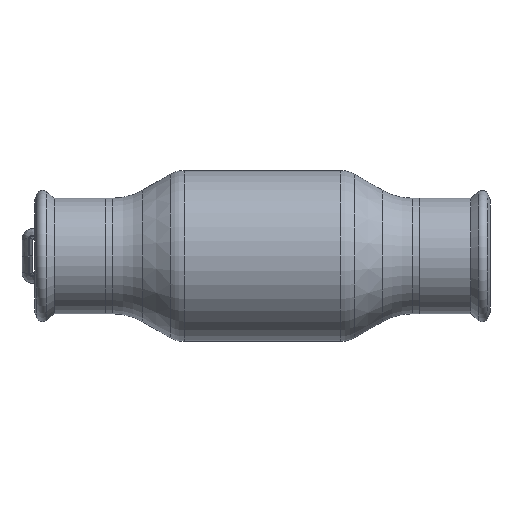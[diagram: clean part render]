
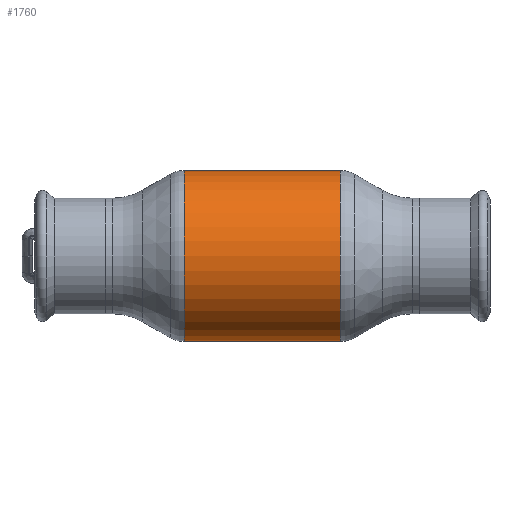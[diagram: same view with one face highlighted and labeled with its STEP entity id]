
A CAD part, front view. The second image highlights one B-rep face of the part: STEP entity #1760.
In plain terms, the highlighted cylindrical face has radius 42.5 mm (diameter 85 mm), a partial arc.
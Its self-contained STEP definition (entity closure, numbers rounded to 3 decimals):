
#396 = CARTESIAN_POINT ( 'NONE',  ( 38.749, 0., 0. ) ) ;
#591 = EDGE_CURVE ( 'NONE', #24254, #1331, #60272, .T. ) ;
#983 = EDGE_CURVE ( 'NONE', #3880, #30169, #14598, .T. ) ;
#1331 = VERTEX_POINT ( 'NONE', #31390 ) ;
#1760 = ADVANCED_FACE ( 'NONE', ( #12205 ), #22738, .T. ) ;
#3880 = VERTEX_POINT ( 'NONE', #35194 ) ;
#7994 = CARTESIAN_POINT ( 'NONE',  ( -62.69, 0., 42.5 ) ) ;
#8269 = CARTESIAN_POINT ( 'NONE',  ( -38.749, 0., 42.5 ) ) ;
#9824 = ORIENTED_EDGE ( 'NONE', *, *, #983, .T. ) ;
#12205 = FACE_OUTER_BOUND ( 'NONE', #42980, .T. ) ;
#13064 = CARTESIAN_POINT ( 'NONE',  ( -62.69, 0., -42.5 ) ) ;
#14598 = LINE ( 'NONE', #7994, #27299 ) ;
#17285 = ORIENTED_EDGE ( 'NONE', *, *, #31947, .F. ) ;
#22738 = CYLINDRICAL_SURFACE ( 'NONE', #49298, 42.5 ) ;
#24254 = VERTEX_POINT ( 'NONE', #56199 ) ;
#27050 = DIRECTION ( 'NONE',  ( -1., 0., 0. ) ) ;
#27299 = VECTOR ( 'NONE', #27050, 1000. ) ;
#28342 = CARTESIAN_POINT ( 'NONE',  ( -38.749, 0., 0. ) ) ;
#28735 = DIRECTION ( 'NONE',  ( -1., 0., 0. ) ) ;
#29589 = DIRECTION ( 'NONE',  ( 0., 0., 1. ) ) ;
#30169 = VERTEX_POINT ( 'NONE', #8269 ) ;
#31390 = CARTESIAN_POINT ( 'NONE',  ( -38.749, 0., -42.5 ) ) ;
#31947 = EDGE_CURVE ( 'NONE', #1331, #30169, #60261, .T. ) ;
#34220 = DIRECTION ( 'NONE',  ( -1., 0., 0. ) ) ;
#34875 = VECTOR ( 'NONE', #41081, 1000. ) ;
#35194 = CARTESIAN_POINT ( 'NONE',  ( 38.749, 0., 42.5 ) ) ;
#41081 = DIRECTION ( 'NONE',  ( -1., 0., 0. ) ) ;
#42677 = EDGE_CURVE ( 'NONE', #24254, #3880, #44201, .T. ) ;
#42980 = EDGE_LOOP ( 'NONE', ( #57883, #57389, #9824, #17285 ) ) ;
#44201 = CIRCLE ( 'NONE', #56474, 42.5 ) ;
#46966 = AXIS2_PLACEMENT_3D ( 'NONE', #28342, #28735, #62194 ) ;
#49298 = AXIS2_PLACEMENT_3D ( 'NONE', #52946, #61984, #57350 ) ;
#52946 = CARTESIAN_POINT ( 'NONE',  ( -62.69, 0., 0. ) ) ;
#56199 = CARTESIAN_POINT ( 'NONE',  ( 38.749, 0., -42.5 ) ) ;
#56474 = AXIS2_PLACEMENT_3D ( 'NONE', #396, #34220, #29589 ) ;
#57350 = DIRECTION ( 'NONE',  ( 0., 0., 1. ) ) ;
#57389 = ORIENTED_EDGE ( 'NONE', *, *, #42677, .T. ) ;
#57883 = ORIENTED_EDGE ( 'NONE', *, *, #591, .F. ) ;
#60261 = CIRCLE ( 'NONE', #46966, 42.5 ) ;
#60272 = LINE ( 'NONE', #13064, #34875 ) ;
#61984 = DIRECTION ( 'NONE',  ( -1., 0., 0. ) ) ;
#62194 = DIRECTION ( 'NONE',  ( 0., 0., 1. ) ) ;
